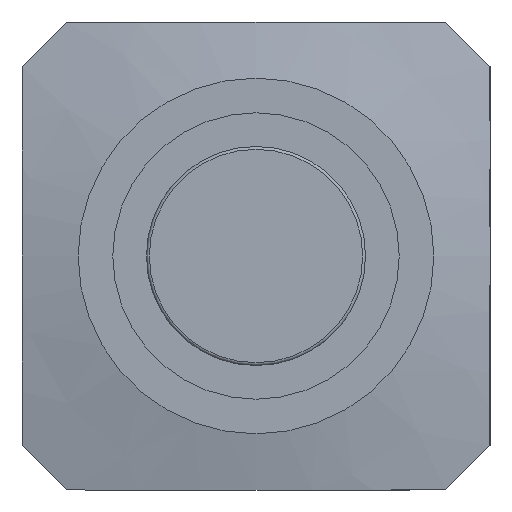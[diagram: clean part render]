
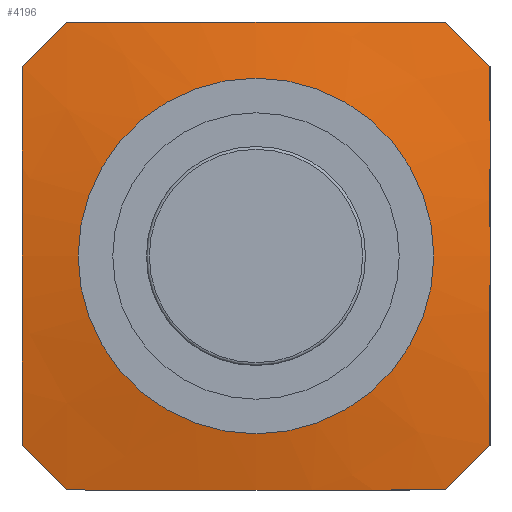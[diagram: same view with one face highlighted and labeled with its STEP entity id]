
A CAD part, left-side view. The second image highlights one B-rep face of the part: STEP entity #4196.
In plain terms, the highlighted conical face has half-angle 78.69 degrees and reference radius 15.75 mm.
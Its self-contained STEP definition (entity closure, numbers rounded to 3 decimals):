
#153=CONICAL_SURFACE('',#4462,15.75,1.373);
#160=(
BOUNDED_CURVE()
B_SPLINE_CURVE(2,(#5934,#5935,#5936),.UNSPECIFIED.,.F.,.F.)
B_SPLINE_CURVE_WITH_KNOTS((3,3),(0.591,3.049),
 .UNSPECIFIED.)
CURVE()
GEOMETRIC_REPRESENTATION_ITEM()
RATIONAL_B_SPLINE_CURVE((1.207,1.553,1.207))
REPRESENTATION_ITEM('')
);
#161=(
BOUNDED_CURVE()
B_SPLINE_CURVE(2,(#5961,#5962,#5963),.UNSPECIFIED.,.F.,.F.)
B_SPLINE_CURVE_WITH_KNOTS((3,3),(0.591,3.049),
 .UNSPECIFIED.)
CURVE()
GEOMETRIC_REPRESENTATION_ITEM()
RATIONAL_B_SPLINE_CURVE((1.207,1.553,1.207))
REPRESENTATION_ITEM('')
);
#162=(
BOUNDED_CURVE()
B_SPLINE_CURVE(2,(#5966,#5967,#5968),.UNSPECIFIED.,.F.,.F.)
B_SPLINE_CURVE_WITH_KNOTS((3,3),(0.576,0.929),
 .UNSPECIFIED.)
CURVE()
GEOMETRIC_REPRESENTATION_ITEM()
RATIONAL_B_SPLINE_CURVE((1.05,1.055,1.05))
REPRESENTATION_ITEM('')
);
#163=(
BOUNDED_CURVE()
B_SPLINE_CURVE(2,(#5970,#5971,#5972),.UNSPECIFIED.,.F.,.F.)
B_SPLINE_CURVE_WITH_KNOTS((3,3),(1.82,3.049),
 .UNSPECIFIED.)
CURVE()
GEOMETRIC_REPRESENTATION_ITEM()
RATIONAL_B_SPLINE_CURVE((1.38,1.38,1.207))
REPRESENTATION_ITEM('')
);
#164=(
BOUNDED_CURVE()
B_SPLINE_CURVE(2,(#5975,#5976,#5977),.UNSPECIFIED.,.F.,.F.)
B_SPLINE_CURVE_WITH_KNOTS((3,3),(0.591,1.82),
 .UNSPECIFIED.)
CURVE()
GEOMETRIC_REPRESENTATION_ITEM()
RATIONAL_B_SPLINE_CURVE((1.207,1.38,1.38))
REPRESENTATION_ITEM('')
);
#165=(
BOUNDED_CURVE()
B_SPLINE_CURVE(2,(#5979,#5980,#5981),.UNSPECIFIED.,.F.,.F.)
B_SPLINE_CURVE_WITH_KNOTS((3,3),(0.576,0.929),
 .UNSPECIFIED.)
CURVE()
GEOMETRIC_REPRESENTATION_ITEM()
RATIONAL_B_SPLINE_CURVE((1.05,1.055,1.05))
REPRESENTATION_ITEM('')
);
#166=(
BOUNDED_CURVE()
B_SPLINE_CURVE(2,(#5983,#5984,#5985),.UNSPECIFIED.,.F.,.F.)
B_SPLINE_CURVE_WITH_KNOTS((3,3),(0.591,3.049),
 .UNSPECIFIED.)
CURVE()
GEOMETRIC_REPRESENTATION_ITEM()
RATIONAL_B_SPLINE_CURVE((1.207,1.553,1.207))
REPRESENTATION_ITEM('')
);
#167=(
BOUNDED_CURVE()
B_SPLINE_CURVE(2,(#5986,#5987,#5988),.UNSPECIFIED.,.F.,.F.)
B_SPLINE_CURVE_WITH_KNOTS((3,3),(0.576,0.929),
 .UNSPECIFIED.)
CURVE()
GEOMETRIC_REPRESENTATION_ITEM()
RATIONAL_B_SPLINE_CURVE((1.05,1.055,1.05))
REPRESENTATION_ITEM('')
);
#168=(
BOUNDED_CURVE()
B_SPLINE_CURVE(2,(#5989,#5990,#5991),.UNSPECIFIED.,.F.,.F.)
B_SPLINE_CURVE_WITH_KNOTS((3,3),(0.576,0.929),
 .UNSPECIFIED.)
CURVE()
GEOMETRIC_REPRESENTATION_ITEM()
RATIONAL_B_SPLINE_CURVE((1.05,1.055,1.05))
REPRESENTATION_ITEM('')
);
#223=LINE('',#5973,#646);
#646=VECTOR('',#4841,15.75);
#1100=FACE_OUTER_BOUND('',#1340,.T.);
#1340=EDGE_LOOP('',(#2794,#2795,#2796,#2797,#2798,#2799,#2800,#2801,#2802,
#2803,#2804,#2805,#2806));
#1602=CIRCLE('',#4455,9.5);
#1603=CIRCLE('',#4456,9.5);
#1725=VERTEX_POINT('',#5923);
#1726=VERTEX_POINT('',#5924);
#1729=VERTEX_POINT('',#5931);
#1730=VERTEX_POINT('',#5933);
#1739=VERTEX_POINT('',#5957);
#1740=VERTEX_POINT('',#5959);
#1741=VERTEX_POINT('',#5965);
#1742=VERTEX_POINT('',#5969);
#1743=VERTEX_POINT('',#5974);
#1744=VERTEX_POINT('',#5978);
#1745=VERTEX_POINT('',#5982);
#2141=EDGE_CURVE('',#1725,#1726,#1602,.T.);
#2142=EDGE_CURVE('',#1726,#1725,#1603,.T.);
#2145=EDGE_CURVE('',#1729,#1730,#160,.T.);
#2158=EDGE_CURVE('',#1740,#1739,#161,.T.);
#2159=EDGE_CURVE('',#1729,#1741,#162,.T.);
#2160=EDGE_CURVE('',#1742,#1741,#163,.T.);
#2161=EDGE_CURVE('',#1742,#1726,#223,.T.);
#2162=EDGE_CURVE('',#1743,#1742,#164,.T.);
#2163=EDGE_CURVE('',#1743,#1744,#165,.T.);
#2164=EDGE_CURVE('',#1745,#1744,#166,.T.);
#2165=EDGE_CURVE('',#1745,#1739,#167,.T.);
#2166=EDGE_CURVE('',#1740,#1730,#168,.T.);
#2794=ORIENTED_EDGE('',*,*,#2159,.T.);
#2795=ORIENTED_EDGE('',*,*,#2160,.F.);
#2796=ORIENTED_EDGE('',*,*,#2161,.T.);
#2797=ORIENTED_EDGE('',*,*,#2141,.F.);
#2798=ORIENTED_EDGE('',*,*,#2142,.F.);
#2799=ORIENTED_EDGE('',*,*,#2161,.F.);
#2800=ORIENTED_EDGE('',*,*,#2162,.F.);
#2801=ORIENTED_EDGE('',*,*,#2163,.T.);
#2802=ORIENTED_EDGE('',*,*,#2164,.F.);
#2803=ORIENTED_EDGE('',*,*,#2165,.T.);
#2804=ORIENTED_EDGE('',*,*,#2158,.F.);
#2805=ORIENTED_EDGE('',*,*,#2166,.T.);
#2806=ORIENTED_EDGE('',*,*,#2145,.F.);
#4196=ADVANCED_FACE('',(#1100),#153,.T.);
#4455=AXIS2_PLACEMENT_3D('',#5925,#4813,#4814);
#4456=AXIS2_PLACEMENT_3D('',#5926,#4815,#4816);
#4462=AXIS2_PLACEMENT_3D('',#5964,#4839,#4840);
#4813=DIRECTION('center_axis',(-1.,0.,0.));
#4814=DIRECTION('ref_axis',(0.,-1.,0.));
#4815=DIRECTION('center_axis',(-1.,0.,0.));
#4816=DIRECTION('ref_axis',(0.,-1.,0.));
#4839=DIRECTION('center_axis',(1.,0.,0.));
#4840=DIRECTION('ref_axis',(0.,-1.,0.));
#4841=DIRECTION('',(-0.196,-0.981,0.));
#5923=CARTESIAN_POINT('',(-2.5,-9.5,0.));
#5924=CARTESIAN_POINT('',(-2.5,9.5,0.));
#5925=CARTESIAN_POINT('Origin',(-2.5,0.,0.));
#5926=CARTESIAN_POINT('Origin',(-2.5,0.,0.));
#5931=CARTESIAN_POINT('',(-1.182,10.127,12.5));
#5933=CARTESIAN_POINT('',(-1.182,-10.127,12.5));
#5934=CARTESIAN_POINT('Ctrl Pts',(-1.182,10.127,12.5));
#5935=CARTESIAN_POINT('Ctrl Pts',(-2.458,0.,
12.5));
#5936=CARTESIAN_POINT('Ctrl Pts',(-1.182,-10.127,12.5));
#5957=CARTESIAN_POINT('',(-1.182,-12.5,-10.127));
#5959=CARTESIAN_POINT('',(-1.182,-12.5,10.127));
#5961=CARTESIAN_POINT('Ctrl Pts',(-1.182,-12.5,10.127));
#5962=CARTESIAN_POINT('Ctrl Pts',(-2.458,-12.5,0.));
#5963=CARTESIAN_POINT('Ctrl Pts',(-1.182,-12.5,-10.127));
#5964=CARTESIAN_POINT('Origin',(-1.25,0.,0.));
#5965=CARTESIAN_POINT('',(-1.182,12.5,10.127));
#5966=CARTESIAN_POINT('Ctrl Pts',(-1.182,10.127,12.5));
#5967=CARTESIAN_POINT('Ctrl Pts',(-1.217,11.314,11.314));
#5968=CARTESIAN_POINT('Ctrl Pts',(-1.182,12.5,10.127));
#5969=CARTESIAN_POINT('',(-1.9,12.5,0.));
#5970=CARTESIAN_POINT('Ctrl Pts',(-1.9,12.5,0.));
#5971=CARTESIAN_POINT('Ctrl Pts',(-1.9,12.5,4.428));
#5972=CARTESIAN_POINT('Ctrl Pts',(-1.182,12.5,10.127));
#5973=CARTESIAN_POINT('',(-1.25,15.75,0.));
#5974=CARTESIAN_POINT('',(-1.182,12.5,-10.127));
#5975=CARTESIAN_POINT('Ctrl Pts',(-1.182,12.5,-10.127));
#5976=CARTESIAN_POINT('Ctrl Pts',(-1.9,12.5,-4.428));
#5977=CARTESIAN_POINT('Ctrl Pts',(-1.9,12.5,0.));
#5978=CARTESIAN_POINT('',(-1.182,10.127,-12.5));
#5979=CARTESIAN_POINT('Ctrl Pts',(-1.182,12.5,-10.127));
#5980=CARTESIAN_POINT('Ctrl Pts',(-1.217,11.314,-11.314));
#5981=CARTESIAN_POINT('Ctrl Pts',(-1.182,10.127,-12.5));
#5982=CARTESIAN_POINT('',(-1.182,-10.127,-12.5));
#5983=CARTESIAN_POINT('Ctrl Pts',(-1.182,-10.127,-12.5));
#5984=CARTESIAN_POINT('Ctrl Pts',(-2.458,0.,
-12.5));
#5985=CARTESIAN_POINT('Ctrl Pts',(-1.182,10.127,-12.5));
#5986=CARTESIAN_POINT('Ctrl Pts',(-1.182,-10.127,-12.5));
#5987=CARTESIAN_POINT('Ctrl Pts',(-1.217,-11.314,-11.314));
#5988=CARTESIAN_POINT('Ctrl Pts',(-1.182,-12.5,-10.127));
#5989=CARTESIAN_POINT('Ctrl Pts',(-1.182,-12.5,10.127));
#5990=CARTESIAN_POINT('Ctrl Pts',(-1.217,-11.314,11.314));
#5991=CARTESIAN_POINT('Ctrl Pts',(-1.182,-10.127,12.5));
